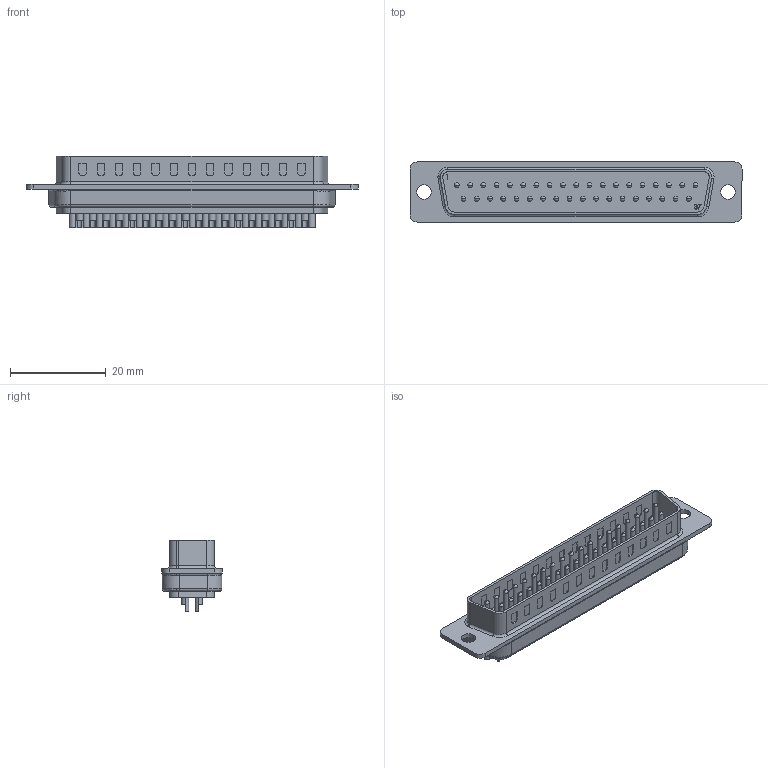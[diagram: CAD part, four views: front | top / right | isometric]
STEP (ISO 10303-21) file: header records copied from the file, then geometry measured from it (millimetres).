
FILE_DESCRIPTION (( 'STEP AP214' ), '1' );
FILE_NAME ('SD37P.STEP', '2015-12-21T16:42:27', ( 'x' ), ( '' ), 'SwSTEP 2.0', 'SolidWorks 2014', '' );
FILE_SCHEMA (( 'AUTOMOTIVE_DESIGN' ));
Length unit declared in the file: inch
Products named in the file (1): SD37P
Bounding box: 69.34 x 12.55 x 15.01 mm (x, y, z)
Volume: 4833.7 mm3; surface area: 5426.9 mm2
Topology: 1 solids, 1 shells, 972 faces, 2440 edges, 1528 vertices
Faces by surface type: plane 490, cylinder 370, sphere 74, torus 20, bspline 18
Entity records: 40241 total; most frequent: CARTESIAN_POINT 5645, DIRECTION 5015, ORIENTED_EDGE 4584, EDGE_CURVE 2292, AXIS2_PLACEMENT_3D 1800, VERTEX_POINT 1454, VECTOR 1415, LINE 1415
